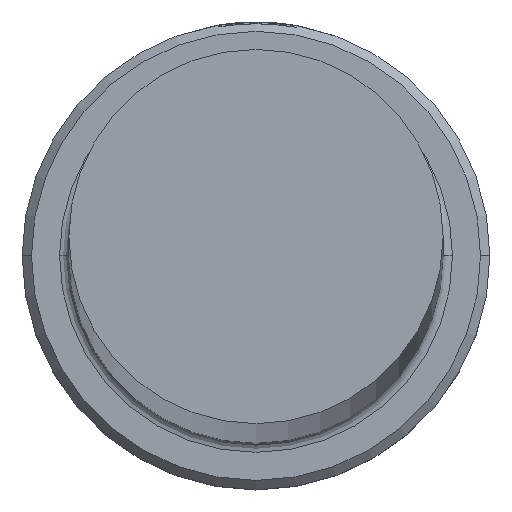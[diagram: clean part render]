
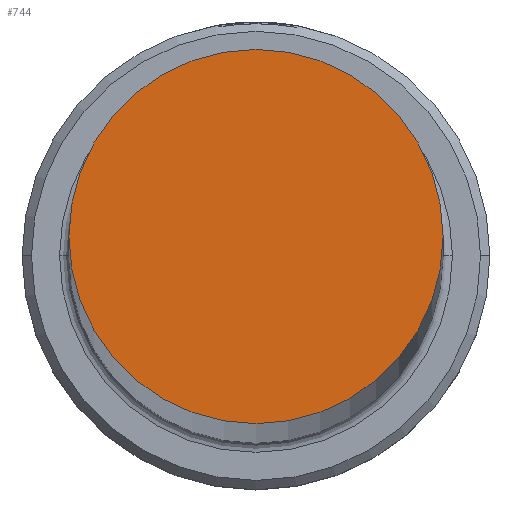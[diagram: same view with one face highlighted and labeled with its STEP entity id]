
A CAD part, top view. The second image highlights one B-rep face of the part: STEP entity #744.
In plain terms, the highlighted planar face has unit normal (0, 0, 1).
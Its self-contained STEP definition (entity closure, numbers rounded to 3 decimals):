
#8 = CIRCLE ( 'NONE', #1032, 10. ) ;
#59 = CIRCLE ( 'NONE', #557, 10. ) ;
#236 = DIRECTION ( 'NONE',  ( 0., 0., 1. ) ) ;
#335 = EDGE_CURVE ( 'NONE', #996, #933, #59, .T. ) ;
#394 = EDGE_CURVE ( 'NONE', #933, #996, #8, .T. ) ;
#508 = ORIENTED_EDGE ( 'NONE', *, *, #394, .T. ) ;
#557 = AXIS2_PLACEMENT_3D ( 'NONE', #934, #927, #912 ) ;
#588 = DIRECTION ( 'NONE',  ( 1., 0., 0. ) ) ;
#619 = ORIENTED_EDGE ( 'NONE', *, *, #335, .T. ) ;
#624 = CARTESIAN_POINT ( 'NONE',  ( 0., 0., 600. ) ) ;
#744 = ADVANCED_FACE ( 'NONE', ( #975 ), #1055, .T. ) ;
#766 = DIRECTION ( 'NONE',  ( 0., 0., 1. ) ) ;
#779 = AXIS2_PLACEMENT_3D ( 'NONE', #624, #236, #880 ) ;
#880 = DIRECTION ( 'NONE',  ( 1., 0., 0. ) ) ;
#908 = CARTESIAN_POINT ( 'NONE',  ( -10., 0., 600. ) ) ;
#912 = DIRECTION ( 'NONE',  ( 1., 0., 0. ) ) ;
#927 = DIRECTION ( 'NONE',  ( 0., 0., 1. ) ) ;
#933 = VERTEX_POINT ( 'NONE', #1092 ) ;
#934 = CARTESIAN_POINT ( 'NONE',  ( 0., 0., 600. ) ) ;
#975 = FACE_OUTER_BOUND ( 'NONE', #1109, .T. ) ;
#996 = VERTEX_POINT ( 'NONE', #908 ) ;
#1028 = CARTESIAN_POINT ( 'NONE',  ( 0., 0., 600. ) ) ;
#1032 = AXIS2_PLACEMENT_3D ( 'NONE', #1028, #766, #588 ) ;
#1055 = PLANE ( 'NONE',  #779 ) ;
#1092 = CARTESIAN_POINT ( 'NONE',  ( 10., 0., 600. ) ) ;
#1109 = EDGE_LOOP ( 'NONE', ( #619, #508 ) ) ;
